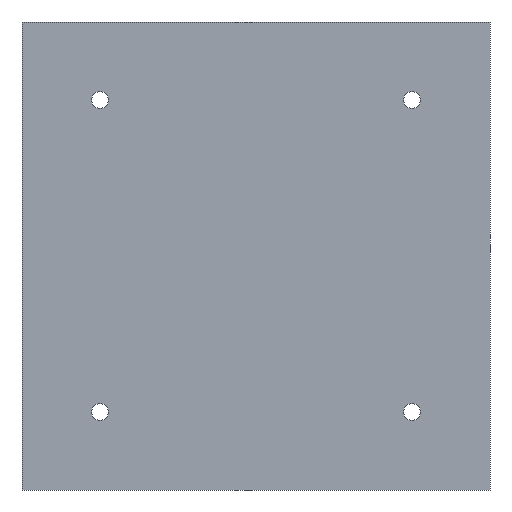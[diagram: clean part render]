
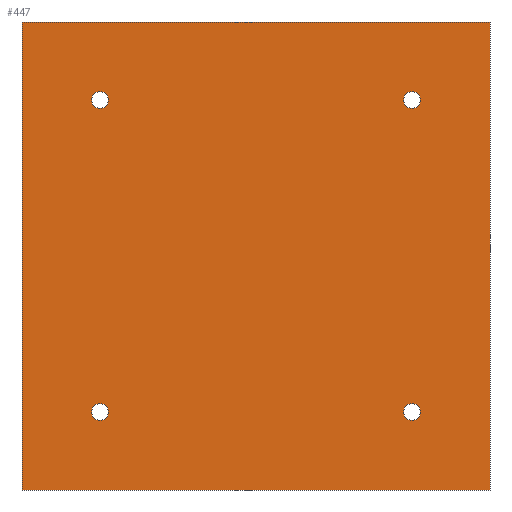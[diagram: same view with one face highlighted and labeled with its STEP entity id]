
A CAD part, front view. The second image highlights one B-rep face of the part: STEP entity #447.
In plain terms, the highlighted planar face has unit normal (0, -1, 0).
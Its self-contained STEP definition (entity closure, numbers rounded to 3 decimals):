
#2 = CARTESIAN_POINT ( 'NONE',  ( 30., 0., 28.4 ) ) ;
#4 = VERTEX_POINT ( 'NONE', #374 ) ;
#8 = VERTEX_POINT ( 'NONE', #2 ) ;
#9 = CARTESIAN_POINT ( 'NONE',  ( -30., 0., -28.4 ) ) ;
#19 = ORIENTED_EDGE ( 'NONE', *, *, #304, .T. ) ;
#22 = CARTESIAN_POINT ( 'NONE',  ( 30., 0., -30. ) ) ;
#25 = VERTEX_POINT ( 'NONE', #163 ) ;
#33 = CARTESIAN_POINT ( 'NONE',  ( 0., 0., 0. ) ) ;
#34 = CARTESIAN_POINT ( 'NONE',  ( 30., 0., -28.4 ) ) ;
#41 = CIRCLE ( 'NONE', #212, 1.6 ) ;
#46 = VERTEX_POINT ( 'NONE', #194 ) ;
#47 = EDGE_CURVE ( 'NONE', #25, #474, #192, .T. ) ;
#53 = EDGE_LOOP ( 'NONE', ( #352, #186 ) ) ;
#60 = CARTESIAN_POINT ( 'NONE',  ( -45., 0., 45. ) ) ;
#63 = DIRECTION ( 'NONE',  ( 0., 0., 1. ) ) ;
#64 = CARTESIAN_POINT ( 'NONE',  ( -45., 0., -45. ) ) ;
#66 = DIRECTION ( 'NONE',  ( 0., 0., 1. ) ) ;
#70 = EDGE_LOOP ( 'NONE', ( #324, #397, #191, #160 ) ) ;
#71 = CARTESIAN_POINT ( 'NONE',  ( -45., 0., 45. ) ) ;
#73 = DIRECTION ( 'NONE',  ( -1., 0., 0. ) ) ;
#91 = CIRCLE ( 'NONE', #200, 1.6 ) ;
#102 = ORIENTED_EDGE ( 'NONE', *, *, #201, .T. ) ;
#109 = DIRECTION ( 'NONE',  ( 0., 1., 0. ) ) ;
#110 = VECTOR ( 'NONE', #63, 1000. ) ;
#111 = DIRECTION ( 'NONE',  ( 0., 0., -1. ) ) ;
#126 = DIRECTION ( 'NONE',  ( 0., 1., 0. ) ) ;
#128 = DIRECTION ( 'NONE',  ( 0., 0., 1. ) ) ;
#129 = ORIENTED_EDGE ( 'NONE', *, *, #481, .T. ) ;
#141 = CARTESIAN_POINT ( 'NONE',  ( -30., 0., -31.6 ) ) ;
#144 = DIRECTION ( 'NONE',  ( 0., 0., 1. ) ) ;
#145 = VERTEX_POINT ( 'NONE', #64 ) ;
#151 = CARTESIAN_POINT ( 'NONE',  ( -30., 0., 30. ) ) ;
#158 = AXIS2_PLACEMENT_3D ( 'NONE', #182, #431, #380 ) ;
#160 = ORIENTED_EDGE ( 'NONE', *, *, #416, .F. ) ;
#163 = CARTESIAN_POINT ( 'NONE',  ( -30., 0., 31.6 ) ) ;
#171 = EDGE_CURVE ( 'NONE', #419, #378, #91, .T. ) ;
#182 = CARTESIAN_POINT ( 'NONE',  ( 30., 0., -30. ) ) ;
#185 = AXIS2_PLACEMENT_3D ( 'NONE', #151, #109, #66 ) ;
#186 = ORIENTED_EDGE ( 'NONE', *, *, #47, .T. ) ;
#190 = CARTESIAN_POINT ( 'NONE',  ( 45., 0., -45. ) ) ;
#191 = ORIENTED_EDGE ( 'NONE', *, *, #267, .F. ) ;
#192 = CIRCLE ( 'NONE', #493, 1.6 ) ;
#194 = CARTESIAN_POINT ( 'NONE',  ( 45., 0., 45. ) ) ;
#196 = DIRECTION ( 'NONE',  ( 0., 1., 0. ) ) ;
#200 = AXIS2_PLACEMENT_3D ( 'NONE', #228, #334, #423 ) ;
#201 = EDGE_CURVE ( 'NONE', #532, #476, #240, .T. ) ;
#202 = AXIS2_PLACEMENT_3D ( 'NONE', #33, #356, #359 ) ;
#205 = EDGE_CURVE ( 'NONE', #476, #532, #362, .T. ) ;
#211 = CIRCLE ( 'NONE', #514, 1.6 ) ;
#212 = AXIS2_PLACEMENT_3D ( 'NONE', #395, #196, #144 ) ;
#228 = CARTESIAN_POINT ( 'NONE',  ( -30., 0., -30. ) ) ;
#230 = CARTESIAN_POINT ( 'NONE',  ( -30., 0., 28.4 ) ) ;
#233 = CARTESIAN_POINT ( 'NONE',  ( 30., 0., -31.6 ) ) ;
#239 = DIRECTION ( 'NONE',  ( 1., 0., 0. ) ) ;
#240 = CIRCLE ( 'NONE', #392, 1.6 ) ;
#252 = VERTEX_POINT ( 'NONE', #260 ) ;
#260 = CARTESIAN_POINT ( 'NONE',  ( -45., 0., 45. ) ) ;
#267 = EDGE_CURVE ( 'NONE', #145, #252, #429, .T. ) ;
#271 = FACE_BOUND ( 'NONE', #456, .T. ) ;
#277 = DIRECTION ( 'NONE',  ( 0., 1., 0. ) ) ;
#291 = CARTESIAN_POINT ( 'NONE',  ( -30., 0., -30. ) ) ;
#292 = ORIENTED_EDGE ( 'NONE', *, *, #205, .T. ) ;
#295 = VECTOR ( 'NONE', #73, 1000. ) ;
#296 = DIRECTION ( 'NONE',  ( 0., 1., 0. ) ) ;
#304 = EDGE_CURVE ( 'NONE', #4, #8, #371, .T. ) ;
#309 = LINE ( 'NONE', #484, #516 ) ;
#310 = EDGE_LOOP ( 'NONE', ( #434, #478 ) ) ;
#312 = LINE ( 'NONE', #71, #337 ) ;
#324 = ORIENTED_EDGE ( 'NONE', *, *, #453, .F. ) ;
#326 = DIRECTION ( 'NONE',  ( 0., 0., 1. ) ) ;
#334 = DIRECTION ( 'NONE',  ( 0., 1., 0. ) ) ;
#337 = VECTOR ( 'NONE', #239, 1000. ) ;
#338 = DIRECTION ( 'NONE',  ( 0., 0., 1. ) ) ;
#349 = LINE ( 'NONE', #517, #295 ) ;
#351 = FACE_OUTER_BOUND ( 'NONE', #70, .T. ) ;
#352 = ORIENTED_EDGE ( 'NONE', *, *, #424, .T. ) ;
#355 = EDGE_CURVE ( 'NONE', #378, #419, #211, .T. ) ;
#356 = DIRECTION ( 'NONE',  ( 0., -1., 0. ) ) ;
#359 = DIRECTION ( 'NONE',  ( 0., 0., -1. ) ) ;
#362 = CIRCLE ( 'NONE', #158, 1.6 ) ;
#371 = CIRCLE ( 'NONE', #479, 1.6 ) ;
#374 = CARTESIAN_POINT ( 'NONE',  ( 30., 0., 31.6 ) ) ;
#375 = EDGE_LOOP ( 'NONE', ( #292, #102 ) ) ;
#378 = VERTEX_POINT ( 'NONE', #9 ) ;
#380 = DIRECTION ( 'NONE',  ( 0., 0., 1. ) ) ;
#392 = AXIS2_PLACEMENT_3D ( 'NONE', #22, #296, #128 ) ;
#395 = CARTESIAN_POINT ( 'NONE',  ( 30., 0., 30. ) ) ;
#397 = ORIENTED_EDGE ( 'NONE', *, *, #533, .F. ) ;
#400 = FACE_BOUND ( 'NONE', #53, .T. ) ;
#415 = DIRECTION ( 'NONE',  ( 0., 1., 0. ) ) ;
#416 = EDGE_CURVE ( 'NONE', #506, #145, #349, .T. ) ;
#419 = VERTEX_POINT ( 'NONE', #141 ) ;
#422 = CARTESIAN_POINT ( 'NONE',  ( 30., 0., 30. ) ) ;
#423 = DIRECTION ( 'NONE',  ( 0., 0., 1. ) ) ;
#424 = EDGE_CURVE ( 'NONE', #474, #25, #436, .T. ) ;
#429 = LINE ( 'NONE', #60, #110 ) ;
#431 = DIRECTION ( 'NONE',  ( 0., 1., 0. ) ) ;
#433 = PLANE ( 'NONE',  #202 ) ;
#434 = ORIENTED_EDGE ( 'NONE', *, *, #171, .T. ) ;
#436 = CIRCLE ( 'NONE', #185, 1.6 ) ;
#444 = CARTESIAN_POINT ( 'NONE',  ( -30., 0., 30. ) ) ;
#447 = ADVANCED_FACE ( 'NONE', ( #400, #482, #351, #271, #519 ), #433, .T. ) ;
#453 = EDGE_CURVE ( 'NONE', #46, #506, #309, .T. ) ;
#456 = EDGE_LOOP ( 'NONE', ( #129, #19 ) ) ;
#474 = VERTEX_POINT ( 'NONE', #230 ) ;
#476 = VERTEX_POINT ( 'NONE', #233 ) ;
#478 = ORIENTED_EDGE ( 'NONE', *, *, #355, .T. ) ;
#479 = AXIS2_PLACEMENT_3D ( 'NONE', #422, #415, #497 ) ;
#481 = EDGE_CURVE ( 'NONE', #8, #4, #41, .T. ) ;
#482 = FACE_BOUND ( 'NONE', #375, .T. ) ;
#484 = CARTESIAN_POINT ( 'NONE',  ( 45., 0., 45. ) ) ;
#493 = AXIS2_PLACEMENT_3D ( 'NONE', #444, #277, #326 ) ;
#497 = DIRECTION ( 'NONE',  ( 0., 0., 1. ) ) ;
#506 = VERTEX_POINT ( 'NONE', #190 ) ;
#514 = AXIS2_PLACEMENT_3D ( 'NONE', #291, #126, #338 ) ;
#516 = VECTOR ( 'NONE', #111, 1000. ) ;
#517 = CARTESIAN_POINT ( 'NONE',  ( -45., 0., -45. ) ) ;
#519 = FACE_BOUND ( 'NONE', #310, .T. ) ;
#532 = VERTEX_POINT ( 'NONE', #34 ) ;
#533 = EDGE_CURVE ( 'NONE', #252, #46, #312, .T. ) ;
